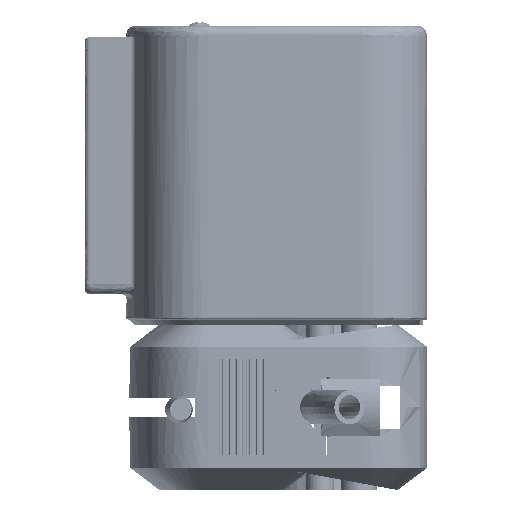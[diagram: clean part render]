
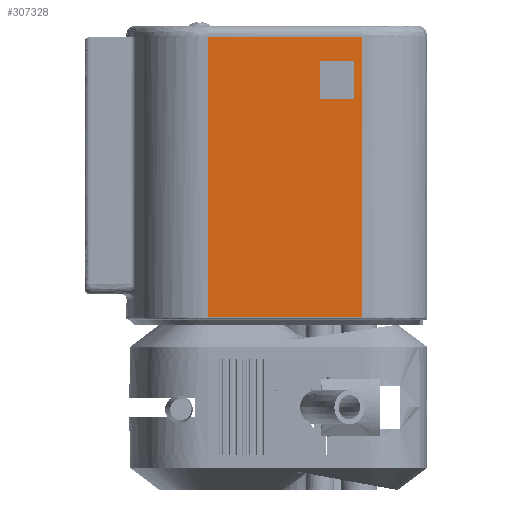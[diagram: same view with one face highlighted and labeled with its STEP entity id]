
A CAD part, left-side view. The second image highlights one B-rep face of the part: STEP entity #307328.
In plain terms, the highlighted free-form (B-spline) face has degree [1, 1] with [2, 2] control points.
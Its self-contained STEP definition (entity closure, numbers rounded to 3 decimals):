
#307328 = ADVANCED_FACE('',(#307329,#307359),#307389,.T.);
#307329 = FACE_BOUND('',#307330,.T.);
#307330 = EDGE_LOOP('',(#307331,#307340,#307347,#307354));
#307331 = ORIENTED_EDGE('',*,*,#307332,.T.);
#307332 = EDGE_CURVE('',#307333,#307335,#307337,.T.);
#307333 = VERTEX_POINT('',#307334);
#307334 = CARTESIAN_POINT('',(-207.855,-187.448,
    38.441));
#307335 = VERTEX_POINT('',#307336);
#307336 = CARTESIAN_POINT('',(-207.855,-187.448,
    -72.202));
#307337 = B_SPLINE_CURVE_WITH_KNOTS('',1,(#307338,#307339),
  .UNSPECIFIED.,.F.,.F.,(2,2),(0.,91.313),.PIECEWISE_BEZIER_KNOTS.);
#307338 = CARTESIAN_POINT('',(-207.855,-187.448,
    38.441));
#307339 = CARTESIAN_POINT('',(-207.855,-187.448,
    -72.202));
#307340 = ORIENTED_EDGE('',*,*,#307341,.T.);
#307341 = EDGE_CURVE('',#307335,#307342,#307344,.T.);
#307342 = VERTEX_POINT('',#307343);
#307343 = CARTESIAN_POINT('',(-207.855,-248.188,
    -72.202));
#307344 = B_SPLINE_CURVE_WITH_KNOTS('',1,(#307345,#307346),
  .UNSPECIFIED.,.F.,.F.,(2,2),(0.,50.128),
  .PIECEWISE_BEZIER_KNOTS.);
#307345 = CARTESIAN_POINT('',(-207.855,-187.448,
    -72.202));
#307346 = CARTESIAN_POINT('',(-207.855,-248.188,
    -72.202));
#307347 = ORIENTED_EDGE('',*,*,#307348,.T.);
#307348 = EDGE_CURVE('',#307342,#307349,#307351,.T.);
#307349 = VERTEX_POINT('',#307350);
#307350 = CARTESIAN_POINT('',(-207.855,-248.188,
    38.441));
#307351 = B_SPLINE_CURVE_WITH_KNOTS('',1,(#307352,#307353),
  .UNSPECIFIED.,.F.,.F.,(2,2),(0.,91.313),.PIECEWISE_BEZIER_KNOTS.);
#307352 = CARTESIAN_POINT('',(-207.855,-248.188,
    -72.202));
#307353 = CARTESIAN_POINT('',(-207.855,-248.188,
    38.441));
#307354 = ORIENTED_EDGE('',*,*,#307355,.T.);
#307355 = EDGE_CURVE('',#307349,#307333,#307356,.T.);
#307356 = B_SPLINE_CURVE_WITH_KNOTS('',1,(#307357,#307358),
  .UNSPECIFIED.,.F.,.F.,(2,2),(0.,50.128),
  .PIECEWISE_BEZIER_KNOTS.);
#307357 = CARTESIAN_POINT('',(-207.855,-248.188,
    38.441));
#307358 = CARTESIAN_POINT('',(-207.855,-187.448,
    38.441));
#307359 = FACE_BOUND('',#307360,.T.);
#307360 = EDGE_LOOP('',(#307361,#307370,#307377,#307384));
#307361 = ORIENTED_EDGE('',*,*,#307362,.T.);
#307362 = EDGE_CURVE('',#307363,#307365,#307367,.T.);
#307363 = VERTEX_POINT('',#307364);
#307364 = CARTESIAN_POINT('',(-207.855,-231.568,
    14.127));
#307365 = VERTEX_POINT('',#307366);
#307366 = CARTESIAN_POINT('',(-207.855,-231.568,
    29.208));
#307367 = B_SPLINE_CURVE_WITH_KNOTS('',1,(#307368,#307369),
  .UNSPECIFIED.,.F.,.F.,(2,2),(0.,12.446),.PIECEWISE_BEZIER_KNOTS.);
#307368 = CARTESIAN_POINT('',(-207.855,-231.568,
    14.127));
#307369 = CARTESIAN_POINT('',(-207.855,-231.568,
    29.208));
#307370 = ORIENTED_EDGE('',*,*,#307371,.T.);
#307371 = EDGE_CURVE('',#307365,#307372,#307374,.T.);
#307372 = VERTEX_POINT('',#307373);
#307373 = CARTESIAN_POINT('',(-207.855,-245.11,
    29.208));
#307374 = B_SPLINE_CURVE_WITH_KNOTS('',1,(#307375,#307376),
  .UNSPECIFIED.,.F.,.F.,(2,2),(0.,11.176),.PIECEWISE_BEZIER_KNOTS.);
#307375 = CARTESIAN_POINT('',(-207.855,-231.568,
    29.208));
#307376 = CARTESIAN_POINT('',(-207.855,-245.11,
    29.208));
#307377 = ORIENTED_EDGE('',*,*,#307378,.T.);
#307378 = EDGE_CURVE('',#307372,#307379,#307381,.T.);
#307379 = VERTEX_POINT('',#307380);
#307380 = CARTESIAN_POINT('',(-207.855,-245.11,
    14.127));
#307381 = B_SPLINE_CURVE_WITH_KNOTS('',1,(#307382,#307383),
  .UNSPECIFIED.,.F.,.F.,(2,2),(0.,12.446),.PIECEWISE_BEZIER_KNOTS.);
#307382 = CARTESIAN_POINT('',(-207.855,-245.11,
    29.208));
#307383 = CARTESIAN_POINT('',(-207.855,-245.11,
    14.127));
#307384 = ORIENTED_EDGE('',*,*,#307385,.T.);
#307385 = EDGE_CURVE('',#307379,#307363,#307386,.T.);
#307386 = B_SPLINE_CURVE_WITH_KNOTS('',1,(#307387,#307388),
  .UNSPECIFIED.,.F.,.F.,(2,2),(0.,11.176),.PIECEWISE_BEZIER_KNOTS.);
#307387 = CARTESIAN_POINT('',(-207.855,-245.11,
    14.127));
#307388 = CARTESIAN_POINT('',(-207.855,-231.568,
    14.127));
#307389 = B_SPLINE_SURFACE_WITH_KNOTS('',1,1,(
    (#307390,#307391)
    ,(#307392,#307393
    )),.UNSPECIFIED.,.F.,.F.,.F.,(2,2),(2,2),(0.,1.),(0.,1.),
  .PIECEWISE_BEZIER_KNOTS.);
#307390 = CARTESIAN_POINT('',(-207.855,-187.448,
    -72.202));
#307391 = CARTESIAN_POINT('',(-207.855,-187.448,
    38.441));
#307392 = CARTESIAN_POINT('',(-207.855,-248.188,
    -72.202));
#307393 = CARTESIAN_POINT('',(-207.855,-248.188,
    38.441));
